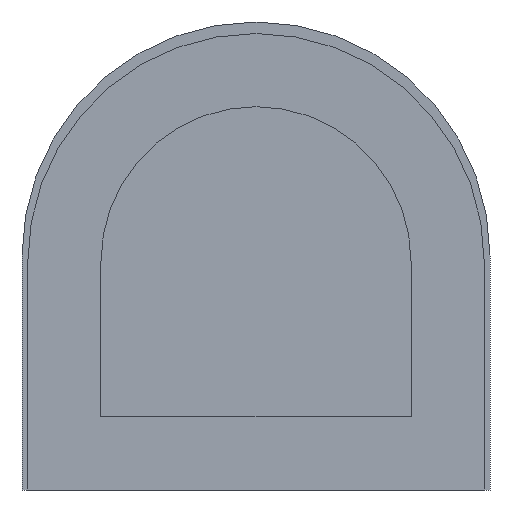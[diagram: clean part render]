
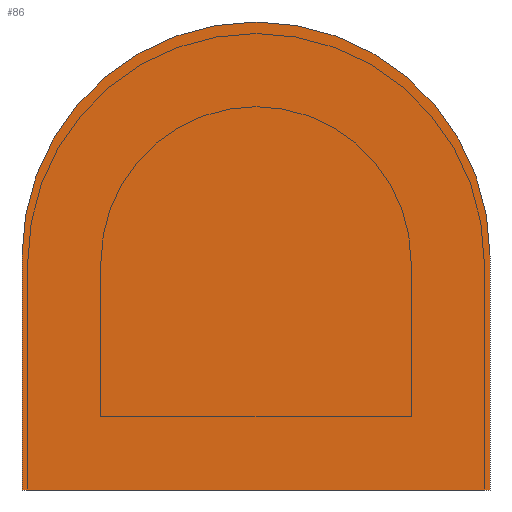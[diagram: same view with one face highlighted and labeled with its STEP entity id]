
A CAD part, front view. The second image highlights one B-rep face of the part: STEP entity #86.
In plain terms, the highlighted planar face has unit normal (0, -1, 0).
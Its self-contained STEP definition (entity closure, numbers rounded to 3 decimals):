
#86 = ADVANCED_FACE( '', ( #156 ), #157, .T. );
#156 = FACE_OUTER_BOUND( '', #220, .T. );
#157 = PLANE( '', #221 );
#220 = EDGE_LOOP( '', ( #282, #283, #284, #285 ) );
#221 = AXIS2_PLACEMENT_3D( '', #286, #287, #288 );
#282 = ORIENTED_EDGE( '', *, *, #412, .T. );
#283 = ORIENTED_EDGE( '', *, *, #413, .T. );
#284 = ORIENTED_EDGE( '', *, *, #409, .T. );
#285 = ORIENTED_EDGE( '', *, *, #414, .T. );
#286 = CARTESIAN_POINT( '', ( 0., -500.1, 4.06 ) );
#287 = DIRECTION( '', ( 0., -1., 0. ) );
#288 = DIRECTION( '', ( 0., 0., -1. ) );
#409 = EDGE_CURVE( '', #466, #464, #467, .T. );
#412 = EDGE_CURVE( '', #470, #471, #472, .T. );
#413 = EDGE_CURVE( '', #471, #466, #473, .T. );
#414 = EDGE_CURVE( '', #464, #470, #474, .T. );
#464 = VERTEX_POINT( '', #543 );
#466 = VERTEX_POINT( '', #546 );
#467 = LINE( '', #547, #548 );
#470 = VERTEX_POINT( '', #552 );
#471 = VERTEX_POINT( '', #553 );
#472 = LINE( '', #554, #555 );
#473 = CIRCLE( '', #556, 4.06 );
#474 = LINE( '', #557, #558 );
#543 = CARTESIAN_POINT( '', ( -4.06, -500.1, 0. ) );
#546 = CARTESIAN_POINT( '', ( -4.06, -500.1, 4.06 ) );
#547 = CARTESIAN_POINT( '', ( -4.06, -500.1, 4.06 ) );
#548 = VECTOR( '', #643, 1000. );
#552 = CARTESIAN_POINT( '', ( 4.06, -500.1, 0. ) );
#553 = CARTESIAN_POINT( '', ( 4.06, -500.1, 4.06 ) );
#554 = CARTESIAN_POINT( '', ( 4.06, -500.1, 0. ) );
#555 = VECTOR( '', #645, 1000. );
#556 = AXIS2_PLACEMENT_3D( '', #646, #647, #648 );
#557 = CARTESIAN_POINT( '', ( -4.06, -500.1, 0. ) );
#558 = VECTOR( '', #649, 1000. );
#643 = DIRECTION( '', ( 0., 0., -1. ) );
#645 = DIRECTION( '', ( 0., 0., 1. ) );
#646 = CARTESIAN_POINT( '', ( 0., -500.1, 4.06 ) );
#647 = DIRECTION( '', ( 0., -1., 0. ) );
#648 = DIRECTION( '', ( 1., 0., 0. ) );
#649 = DIRECTION( '', ( 1., 0., 0. ) );
